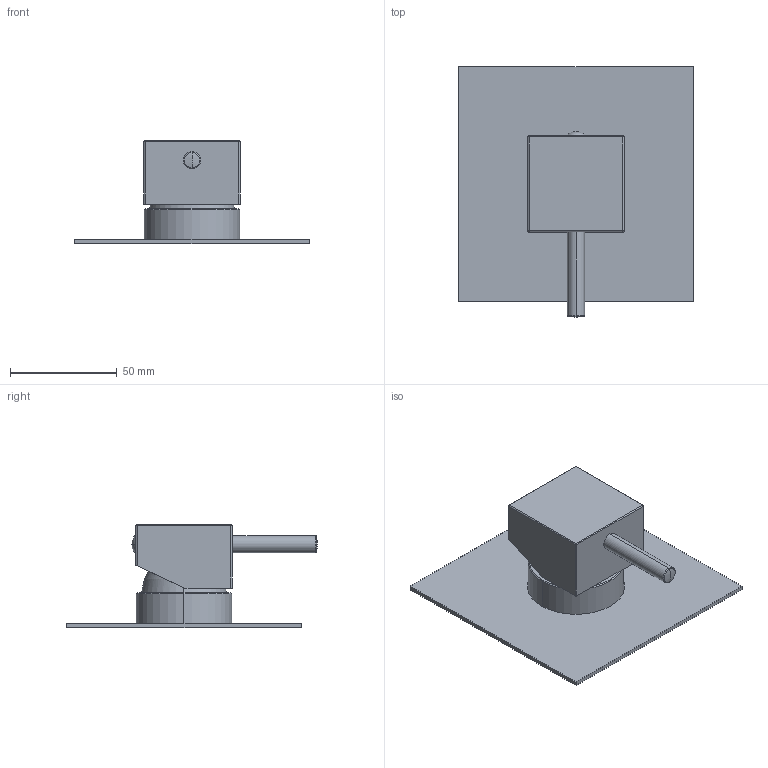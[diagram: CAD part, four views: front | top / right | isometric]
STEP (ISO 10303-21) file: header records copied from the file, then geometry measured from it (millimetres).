
FILE_DESCRIPTION((''),'2;1');
FILE_NAME('LEA010CR-M','2021-11-02T17:05:02',('ut3'),('PAFFONI SpA'),'CREO PARAMETRIC BY PTC INC, 2020044','CREO PARAMETRIC BY PTC INC, 2020044','');
FILE_SCHEMA(('CONFIG_CONTROL_DESIGN','SHAPE_APPEARANCE_LAYERS_GROUPS'));
Length unit declared in the file: millimetre
Products named in the file (1): LEA010CR-M
Bounding box: 110 x 117.5 x 48.6 mm (x, y, z)
Volume: 59613.3 mm3; surface area: 55109.4 mm2
Topology: 2 solids, 2 shells, 866 faces, 2354 edges, 1503 vertices
Faces by surface type: plane 571, cylinder 178, torus 68, cone 39, sphere 8, bspline 2
Entity records: 35337 total; most frequent: CARTESIAN_POINT 7217, ORIENTED_EDGE 4696, DIRECTION 4313, EDGE_CURVE 2348, VERTEX_POINT 1503, VECTOR 1455, LINE 1455, AXIS2_PLACEMENT_3D 1429
